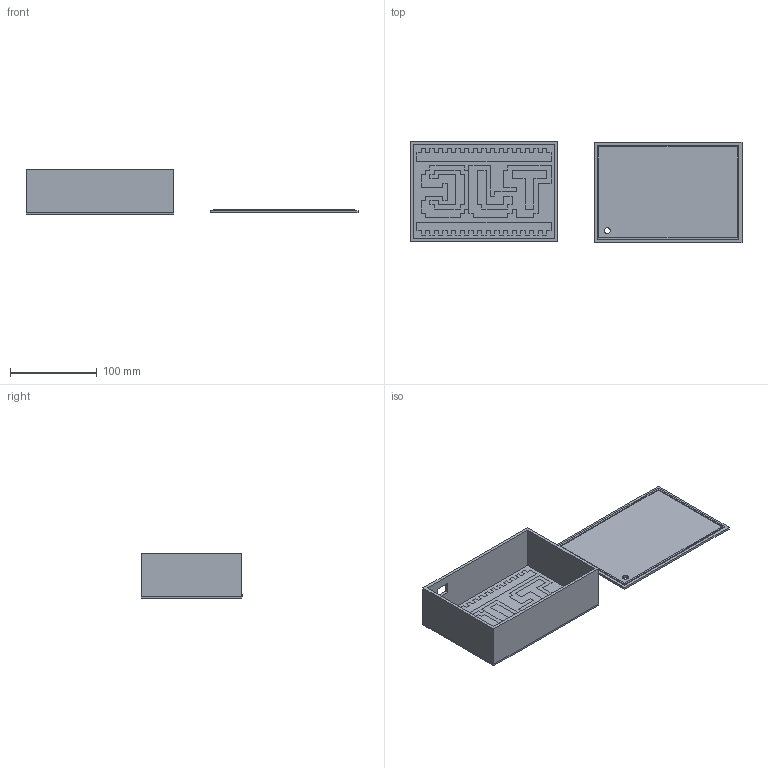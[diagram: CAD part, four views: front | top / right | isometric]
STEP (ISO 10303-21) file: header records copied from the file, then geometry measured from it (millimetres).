
FILE_DESCRIPTION(/* description */ (''),/* implementation_level */ '2;1');
FILE_NAME(/* name */ 'TJC-Lamp - Final.step',/* time_stamp */ '2024-08-21T13:55:00+02:00',/* author */ (''),/* organization */ (''),/* preprocessor_version */ 'ST-DEVELOPER v20',/* originating_system */ 'Autodesk Translation Framework v13.14.0.145',/* authorisation */ '');
FILE_SCHEMA (('AUTOMOTIVE_DESIGN { 1 0 10303 214 3 1 1 }'));
Length unit declared in the file: millimetre
Products named in the file (1): TJC-Lamp
Bounding box: 383.61 x 116.7 x 52 mm (x, y, z)
Volume: 187468.3 mm3; surface area: 153913 mm2
Topology: 11 solids, 11 shells, 501 faces, 1431 edges, 954 vertices
Faces by surface type: plane 500, cylinder 1
Full cylindrical faces by diameter (mm): 7 x1
Entity records: 16078 total; most frequent: CARTESIAN_POINT 2887, ORIENTED_EDGE 2862, DIRECTION 2437, EDGE_CURVE 1431, LINE 1429, VECTOR 1429, VERTEX_POINT 954, EDGE_LOOP 523
